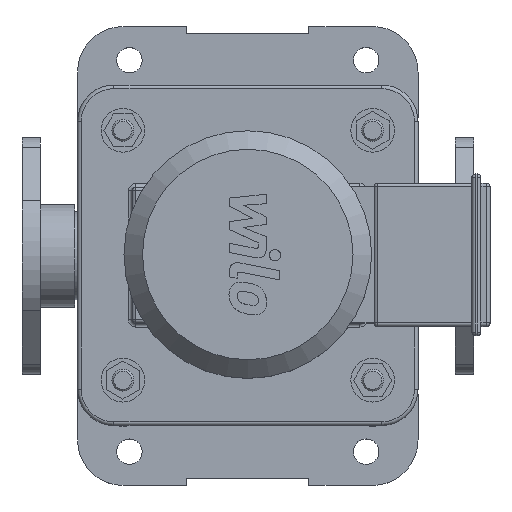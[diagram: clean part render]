
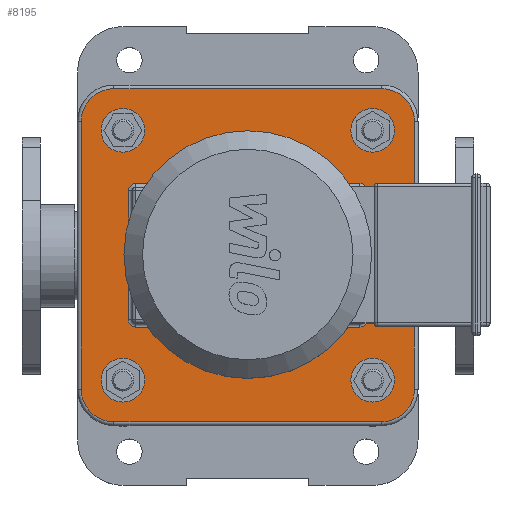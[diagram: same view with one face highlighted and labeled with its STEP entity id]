
A CAD part, top view. The second image highlights one B-rep face of the part: STEP entity #8195.
In plain terms, the highlighted planar face has unit normal (0, 0, 1).
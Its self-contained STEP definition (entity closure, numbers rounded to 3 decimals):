
#615=LINE('',#15450,#1268);
#627=LINE('',#15500,#1280);
#629=LINE('',#15503,#1282);
#635=LINE('',#15512,#1288);
#637=LINE('',#15522,#1290);
#638=LINE('',#15526,#1291);
#639=LINE('',#15530,#1292);
#640=LINE('',#15533,#1293);
#641=LINE('',#15538,#1294);
#642=LINE('',#15542,#1295);
#643=LINE('',#15546,#1296);
#644=LINE('',#15549,#1297);
#1268=VECTOR('',#10975,70.8);
#1280=VECTOR('',#11035,70.8);
#1282=VECTOR('',#11039,16.);
#1288=VECTOR('',#11051,16.);
#1290=VECTOR('',#11063,147.);
#1291=VECTOR('',#11066,147.);
#1292=VECTOR('',#11069,147.);
#1293=VECTOR('',#11072,147.);
#1294=VECTOR('',#11075,16.);
#1295=VECTOR('',#11078,70.8);
#1296=VECTOR('',#11081,16.);
#1297=VECTOR('',#11084,70.8);
#1591=PLANE('',#8987);
#1706=FACE_BOUND('',#2877,.T.);
#1707=FACE_BOUND('',#2878,.T.);
#1708=FACE_BOUND('',#2879,.T.);
#2320=FACE_OUTER_BOUND('',#2876,.T.);
#2876=EDGE_LOOP('',(#7379,#7380,#7381,#7382,#7383,#7384,#7385,#7386));
#2877=EDGE_LOOP('',(#7387,#7388,#7389,#7390,#7391,#7392,#7393,#7394));
#2878=EDGE_LOOP('',(#7395));
#2879=EDGE_LOOP('',(#7396,#7397,#7398,#7399,#7400,#7401,#7402,#7403));
#3423=CIRCLE('',#8946,4.);
#3427=CIRCLE('',#8951,4.);
#3437=CIRCLE('',#8970,4.);
#3443=CIRCLE('',#8977,4.);
#3445=CIRCLE('',#8988,18.);
#3446=CIRCLE('',#8989,18.);
#3447=CIRCLE('',#8990,18.);
#3448=CIRCLE('',#8991,18.);
#3449=CIRCLE('',#8992,4.);
#3450=CIRCLE('',#8993,4.);
#3451=CIRCLE('',#8994,4.);
#3452=CIRCLE('',#8995,4.);
#3453=CIRCLE('',#8996,30.);
#4155=VERTEX_POINT('',#15432);
#4156=VERTEX_POINT('',#15433);
#4159=VERTEX_POINT('',#15441);
#4160=VERTEX_POINT('',#15442);
#4169=VERTEX_POINT('',#15482);
#4170=VERTEX_POINT('',#15483);
#4175=VERTEX_POINT('',#15494);
#4176=VERTEX_POINT('',#15496);
#4177=VERTEX_POINT('',#15518);
#4178=VERTEX_POINT('',#15519);
#4179=VERTEX_POINT('',#15521);
#4180=VERTEX_POINT('',#15523);
#4181=VERTEX_POINT('',#15525);
#4182=VERTEX_POINT('',#15527);
#4183=VERTEX_POINT('',#15529);
#4184=VERTEX_POINT('',#15531);
#4185=VERTEX_POINT('',#15534);
#4186=VERTEX_POINT('',#15535);
#4187=VERTEX_POINT('',#15537);
#4188=VERTEX_POINT('',#15539);
#4189=VERTEX_POINT('',#15541);
#4190=VERTEX_POINT('',#15543);
#4191=VERTEX_POINT('',#15545);
#4192=VERTEX_POINT('',#15547);
#4193=VERTEX_POINT('',#15550);
#5233=EDGE_CURVE('',#4155,#4156,#3423,.T.);
#5237=EDGE_CURVE('',#4159,#4160,#3427,.T.);
#5241=EDGE_CURVE('',#4160,#4155,#615,.T.);
#5259=EDGE_CURVE('',#4169,#4170,#3437,.T.);
#5265=EDGE_CURVE('',#4175,#4176,#3443,.T.);
#5267=EDGE_CURVE('',#4170,#4175,#627,.T.);
#5269=EDGE_CURVE('',#4176,#4159,#629,.T.);
#5275=EDGE_CURVE('',#4156,#4169,#635,.T.);
#5277=EDGE_CURVE('',#4177,#4178,#3445,.T.);
#5278=EDGE_CURVE('',#4179,#4177,#637,.T.);
#5279=EDGE_CURVE('',#4180,#4179,#3446,.T.);
#5280=EDGE_CURVE('',#4181,#4180,#638,.T.);
#5281=EDGE_CURVE('',#4182,#4181,#3447,.T.);
#5282=EDGE_CURVE('',#4183,#4182,#639,.T.);
#5283=EDGE_CURVE('',#4184,#4183,#3448,.T.);
#5284=EDGE_CURVE('',#4178,#4184,#640,.T.);
#5285=EDGE_CURVE('',#4185,#4186,#3449,.T.);
#5286=EDGE_CURVE('',#4187,#4185,#641,.T.);
#5287=EDGE_CURVE('',#4188,#4187,#3450,.T.);
#5288=EDGE_CURVE('',#4189,#4188,#642,.T.);
#5289=EDGE_CURVE('',#4190,#4189,#3451,.T.);
#5290=EDGE_CURVE('',#4191,#4190,#643,.T.);
#5291=EDGE_CURVE('',#4192,#4191,#3452,.T.);
#5292=EDGE_CURVE('',#4186,#4192,#644,.T.);
#5293=EDGE_CURVE('',#4193,#4193,#3453,.T.);
#7379=ORIENTED_EDGE('',*,*,#5277,.F.);
#7380=ORIENTED_EDGE('',*,*,#5278,.F.);
#7381=ORIENTED_EDGE('',*,*,#5279,.F.);
#7382=ORIENTED_EDGE('',*,*,#5280,.F.);
#7383=ORIENTED_EDGE('',*,*,#5281,.F.);
#7384=ORIENTED_EDGE('',*,*,#5282,.F.);
#7385=ORIENTED_EDGE('',*,*,#5283,.F.);
#7386=ORIENTED_EDGE('',*,*,#5284,.F.);
#7387=ORIENTED_EDGE('',*,*,#5285,.F.);
#7388=ORIENTED_EDGE('',*,*,#5286,.F.);
#7389=ORIENTED_EDGE('',*,*,#5287,.F.);
#7390=ORIENTED_EDGE('',*,*,#5288,.F.);
#7391=ORIENTED_EDGE('',*,*,#5289,.F.);
#7392=ORIENTED_EDGE('',*,*,#5290,.F.);
#7393=ORIENTED_EDGE('',*,*,#5291,.F.);
#7394=ORIENTED_EDGE('',*,*,#5292,.F.);
#7395=ORIENTED_EDGE('',*,*,#5293,.T.);
#7396=ORIENTED_EDGE('',*,*,#5265,.F.);
#7397=ORIENTED_EDGE('',*,*,#5267,.F.);
#7398=ORIENTED_EDGE('',*,*,#5259,.F.);
#7399=ORIENTED_EDGE('',*,*,#5275,.F.);
#7400=ORIENTED_EDGE('',*,*,#5233,.F.);
#7401=ORIENTED_EDGE('',*,*,#5241,.F.);
#7402=ORIENTED_EDGE('',*,*,#5237,.F.);
#7403=ORIENTED_EDGE('',*,*,#5269,.F.);
#8195=ADVANCED_FACE('',(#2320,#1706,#1707,#1708),#1591,.T.);
#8946=AXIS2_PLACEMENT_3D('',#15434,#10955,#10956);
#8951=AXIS2_PLACEMENT_3D('',#15443,#10965,#10966);
#8970=AXIS2_PLACEMENT_3D('',#15484,#11015,#11016);
#8977=AXIS2_PLACEMENT_3D('',#15497,#11029,#11030);
#8987=AXIS2_PLACEMENT_3D('',#15517,#11059,#11060);
#8988=AXIS2_PLACEMENT_3D('',#15520,#11061,#11062);
#8989=AXIS2_PLACEMENT_3D('',#15524,#11064,#11065);
#8990=AXIS2_PLACEMENT_3D('',#15528,#11067,#11068);
#8991=AXIS2_PLACEMENT_3D('',#15532,#11070,#11071);
#8992=AXIS2_PLACEMENT_3D('',#15536,#11073,#11074);
#8993=AXIS2_PLACEMENT_3D('',#15540,#11076,#11077);
#8994=AXIS2_PLACEMENT_3D('',#15544,#11079,#11080);
#8995=AXIS2_PLACEMENT_3D('',#15548,#11082,#11083);
#8996=AXIS2_PLACEMENT_3D('',#15551,#11085,#11086);
#10955=DIRECTION('center_axis',(0.,0.,1.));
#10956=DIRECTION('ref_axis',(-0.707,-0.707,0.));
#10965=DIRECTION('center_axis',(0.,0.,1.));
#10966=DIRECTION('ref_axis',(-0.707,0.707,0.));
#10975=DIRECTION('',(0.,-1.,0.));
#11015=DIRECTION('center_axis',(0.,0.,1.));
#11016=DIRECTION('ref_axis',(0.707,-0.707,0.));
#11029=DIRECTION('center_axis',(0.,0.,1.));
#11030=DIRECTION('ref_axis',(0.707,0.707,0.));
#11035=DIRECTION('',(0.,1.,0.));
#11039=DIRECTION('',(-1.,0.,0.));
#11051=DIRECTION('',(1.,0.,0.));
#11059=DIRECTION('center_axis',(0.,0.,1.));
#11060=DIRECTION('ref_axis',(1.,0.,0.));
#11061=DIRECTION('center_axis',(0.,0.,-1.));
#11062=DIRECTION('ref_axis',(-0.707,-0.707,0.));
#11063=DIRECTION('',(-1.,0.,0.));
#11064=DIRECTION('center_axis',(0.,0.,-1.));
#11065=DIRECTION('ref_axis',(0.707,-0.707,0.));
#11066=DIRECTION('',(0.,-1.,0.));
#11067=DIRECTION('center_axis',(0.,0.,-1.));
#11068=DIRECTION('ref_axis',(0.707,0.707,0.));
#11069=DIRECTION('',(1.,0.,0.));
#11070=DIRECTION('center_axis',(0.,0.,-1.));
#11071=DIRECTION('ref_axis',(-0.707,0.707,0.));
#11072=DIRECTION('',(0.,1.,0.));
#11073=DIRECTION('center_axis',(0.,0.,1.));
#11074=DIRECTION('ref_axis',(0.707,-0.707,0.));
#11075=DIRECTION('',(1.,0.,0.));
#11076=DIRECTION('center_axis',(0.,0.,1.));
#11077=DIRECTION('ref_axis',(-0.707,-0.707,0.));
#11078=DIRECTION('',(0.,-1.,0.));
#11079=DIRECTION('center_axis',(0.,0.,1.));
#11080=DIRECTION('ref_axis',(-0.707,0.707,0.));
#11081=DIRECTION('',(-1.,0.,0.));
#11082=DIRECTION('center_axis',(0.,0.,1.));
#11083=DIRECTION('ref_axis',(0.707,0.707,0.));
#11084=DIRECTION('',(0.,1.,0.));
#11085=DIRECTION('center_axis',(0.,0.,-1.));
#11086=DIRECTION('ref_axis',(1.,0.,0.));
#15432=CARTESIAN_POINT('',(-65.5,-35.4,242.15));
#15433=CARTESIAN_POINT('',(-61.5,-39.4,242.15));
#15434=CARTESIAN_POINT('Origin',(-61.5,-35.4,242.15));
#15441=CARTESIAN_POINT('',(-61.5,39.4,242.15));
#15442=CARTESIAN_POINT('',(-65.5,35.4,242.15));
#15443=CARTESIAN_POINT('Origin',(-61.5,35.4,242.15));
#15450=CARTESIAN_POINT('',(-65.5,-18.7,242.15));
#15482=CARTESIAN_POINT('',(-45.5,-39.4,242.15));
#15483=CARTESIAN_POINT('',(-41.5,-35.4,242.15));
#15484=CARTESIAN_POINT('Origin',(-45.5,-35.4,242.15));
#15494=CARTESIAN_POINT('',(-41.5,35.4,242.15));
#15496=CARTESIAN_POINT('',(-45.5,39.4,242.15));
#15497=CARTESIAN_POINT('Origin',(-45.5,35.4,242.15));
#15500=CARTESIAN_POINT('',(-41.5,18.7,242.15));
#15503=CARTESIAN_POINT('',(-31.75,39.4,242.15));
#15512=CARTESIAN_POINT('',(-21.75,-39.4,242.15));
#15517=CARTESIAN_POINT('Origin',(0.,0.,
242.15));
#15518=CARTESIAN_POINT('',(-73.5,-91.5,242.15));
#15519=CARTESIAN_POINT('',(-91.5,-73.5,242.15));
#15520=CARTESIAN_POINT('Origin',(-73.5,-73.5,242.15));
#15521=CARTESIAN_POINT('',(73.5,-91.5,242.15));
#15522=CARTESIAN_POINT('',(36.75,-91.5,242.15));
#15523=CARTESIAN_POINT('',(91.5,-73.5,242.15));
#15524=CARTESIAN_POINT('Origin',(73.5,-73.5,242.15));
#15525=CARTESIAN_POINT('',(91.5,73.5,242.15));
#15526=CARTESIAN_POINT('',(91.5,36.75,242.15));
#15527=CARTESIAN_POINT('',(73.5,91.5,242.15));
#15528=CARTESIAN_POINT('Origin',(73.5,73.5,242.15));
#15529=CARTESIAN_POINT('',(-73.5,91.5,242.15));
#15530=CARTESIAN_POINT('',(-36.75,91.5,242.15));
#15531=CARTESIAN_POINT('',(-91.5,73.5,242.15));
#15532=CARTESIAN_POINT('Origin',(-73.5,73.5,242.15));
#15533=CARTESIAN_POINT('',(-91.5,-36.75,242.15));
#15534=CARTESIAN_POINT('',(61.5,-39.4,242.15));
#15535=CARTESIAN_POINT('',(65.5,-35.4,242.15));
#15536=CARTESIAN_POINT('Origin',(61.5,-35.4,242.15));
#15537=CARTESIAN_POINT('',(45.5,-39.4,242.15));
#15538=CARTESIAN_POINT('',(31.75,-39.4,242.15));
#15539=CARTESIAN_POINT('',(41.5,-35.4,242.15));
#15540=CARTESIAN_POINT('Origin',(45.5,-35.4,242.15));
#15541=CARTESIAN_POINT('',(41.5,35.4,242.15));
#15542=CARTESIAN_POINT('',(41.5,-18.7,242.15));
#15543=CARTESIAN_POINT('',(45.5,39.4,242.15));
#15544=CARTESIAN_POINT('Origin',(45.5,35.4,242.15));
#15545=CARTESIAN_POINT('',(61.5,39.4,242.15));
#15546=CARTESIAN_POINT('',(21.75,39.4,242.15));
#15547=CARTESIAN_POINT('',(65.5,35.4,242.15));
#15548=CARTESIAN_POINT('Origin',(61.5,35.4,242.15));
#15549=CARTESIAN_POINT('',(65.5,18.7,242.15));
#15550=CARTESIAN_POINT('',(-30.,0.,242.15));
#15551=CARTESIAN_POINT('Origin',(0.,0.,
242.15));
